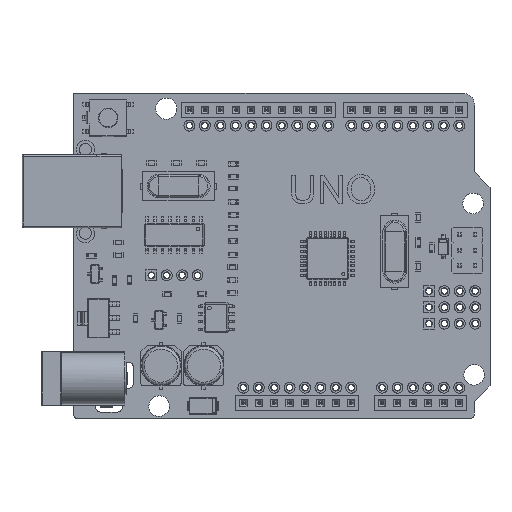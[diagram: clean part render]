
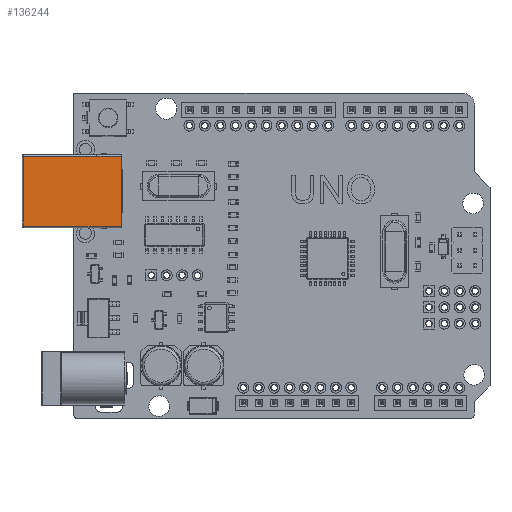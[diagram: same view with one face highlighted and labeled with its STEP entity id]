
A CAD part, top view. The second image highlights one B-rep face of the part: STEP entity #136244.
In plain terms, the highlighted free-form (B-spline) face has degree [1, 1] with [2, 2] control points.
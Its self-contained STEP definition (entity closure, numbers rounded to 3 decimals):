
#132121 = VERTEX_POINT('',#132122);
#132122 = CARTESIAN_POINT('',(-37.099,59.844,
    16.084));
#132128 = EDGE_CURVE('',#132121,#132129,#132131,.T.);
#132129 = VERTEX_POINT('',#132130);
#132130 = CARTESIAN_POINT('',(-37.099,42.914,
    16.084));
#132131 = B_SPLINE_CURVE_WITH_KNOTS('',1,(#132132,#132133),
  .UNSPECIFIED.,.F.,.F.,(2,2),(0.25,11.75),.PIECEWISE_BEZIER_KNOTS.);
#132132 = CARTESIAN_POINT('',(-37.099,59.844,
    16.084));
#132133 = CARTESIAN_POINT('',(-37.099,42.914,
    16.084));
#132499 = VERTEX_POINT('',#132500);
#132500 = CARTESIAN_POINT('',(-42.988,59.844,
    16.084));
#132506 = EDGE_CURVE('',#132121,#132499,#132507,.T.);
#132507 = B_SPLINE_CURVE_WITH_KNOTS('',1,(#132508,#132509),
  .UNSPECIFIED.,.F.,.F.,(2,2),(-16.35,-12.35),.PIECEWISE_BEZIER_KNOTS.);
#132508 = CARTESIAN_POINT('',(-37.099,59.844,
    16.084));
#132509 = CARTESIAN_POINT('',(-42.988,59.844,
    16.084));
#136244 = ADVANCED_FACE('',(#136245),#136275,.F.);
#136245 = FACE_BOUND('',#136246,.T.);
#136246 = EDGE_LOOP('',(#136247,#136248,#136255,#136262,#136269,#136274)
  );
#136247 = ORIENTED_EDGE('',*,*,#132506,.T.);
#136248 = ORIENTED_EDGE('',*,*,#136249,.F.);
#136249 = EDGE_CURVE('',#136250,#132499,#136252,.T.);
#136250 = VERTEX_POINT('',#136251);
#136251 = CARTESIAN_POINT('',(-43.061,59.844,
    16.084));
#136252 = B_SPLINE_CURVE_WITH_KNOTS('',1,(#136253,#136254),
  .UNSPECIFIED.,.F.,.F.,(2,2),(-0.05,-0.),.PIECEWISE_BEZIER_KNOTS.);
#136253 = CARTESIAN_POINT('',(-43.061,59.844,
    16.084));
#136254 = CARTESIAN_POINT('',(-42.988,59.844,
    16.084));
#136255 = ORIENTED_EDGE('',*,*,#136256,.T.);
#136256 = EDGE_CURVE('',#136250,#136257,#136259,.T.);
#136257 = VERTEX_POINT('',#136258);
#136258 = CARTESIAN_POINT('',(-60.801,59.844,
    16.084));
#136259 = B_SPLINE_CURVE_WITH_KNOTS('',1,(#136260,#136261),
  .UNSPECIFIED.,.F.,.F.,(2,2),(-12.3,-0.25),.PIECEWISE_BEZIER_KNOTS.);
#136260 = CARTESIAN_POINT('',(-43.061,59.844,
    16.084));
#136261 = CARTESIAN_POINT('',(-60.801,59.844,
    16.084));
#136262 = ORIENTED_EDGE('',*,*,#136263,.T.);
#136263 = EDGE_CURVE('',#136257,#136264,#136266,.T.);
#136264 = VERTEX_POINT('',#136265);
#136265 = CARTESIAN_POINT('',(-60.801,42.914,
    16.084));
#136266 = B_SPLINE_CURVE_WITH_KNOTS('',1,(#136267,#136268),
  .UNSPECIFIED.,.F.,.F.,(2,2),(0.25,11.75),.PIECEWISE_BEZIER_KNOTS.);
#136267 = CARTESIAN_POINT('',(-60.801,59.844,
    16.084));
#136268 = CARTESIAN_POINT('',(-60.801,42.914,
    16.084));
#136269 = ORIENTED_EDGE('',*,*,#136270,.T.);
#136270 = EDGE_CURVE('',#136264,#132129,#136271,.T.);
#136271 = B_SPLINE_CURVE_WITH_KNOTS('',1,(#136272,#136273),
  .UNSPECIFIED.,.F.,.F.,(2,2),(0.25,16.35),.PIECEWISE_BEZIER_KNOTS.);
#136272 = CARTESIAN_POINT('',(-60.801,42.914,
    16.084));
#136273 = CARTESIAN_POINT('',(-37.099,42.914,
    16.084));
#136274 = ORIENTED_EDGE('',*,*,#132128,.F.);
#136275 = B_SPLINE_SURFACE_WITH_KNOTS('',1,1,(
    (#136276,#136277)
    ,(#136278,#136279
    )),.UNSPECIFIED.,.F.,.F.,.F.,(2,2),(2,2),(0.25,16.35),(0.25,11.75),
  .PIECEWISE_BEZIER_KNOTS.);
#136276 = CARTESIAN_POINT('',(-60.801,59.844,
    16.084));
#136277 = CARTESIAN_POINT('',(-60.801,42.914,
    16.084));
#136278 = CARTESIAN_POINT('',(-37.099,59.844,
    16.084));
#136279 = CARTESIAN_POINT('',(-37.099,42.914,
    16.084));
